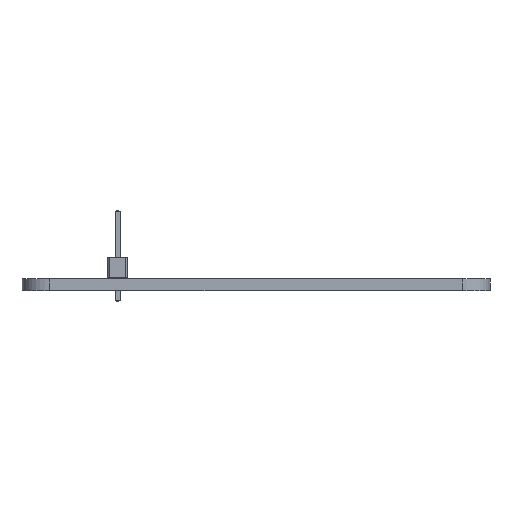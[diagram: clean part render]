
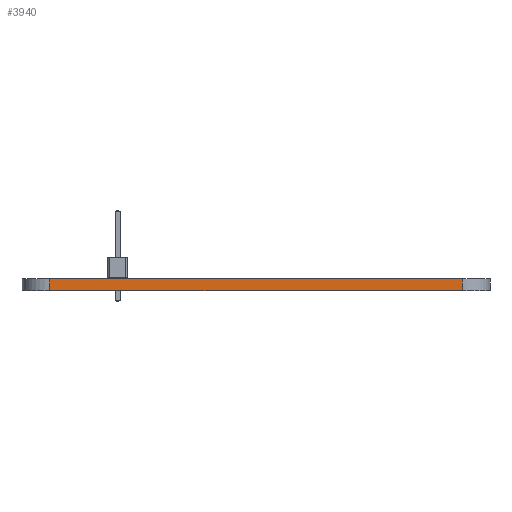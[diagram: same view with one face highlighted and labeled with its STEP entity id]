
A CAD part, left-side view. The second image highlights one B-rep face of the part: STEP entity #3940.
In plain terms, the highlighted planar face has unit normal (-1, 0, 0).
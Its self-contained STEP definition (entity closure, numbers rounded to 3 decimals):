
#1601 = VERTEX_POINT('',#1602);
#1602 = CARTESIAN_POINT('',(-12.225,-0.995,0.));
#1609 = EDGE_CURVE('',#1610,#1601,#1612,.T.);
#1610 = VERTEX_POINT('',#1611);
#1611 = CARTESIAN_POINT('',(-12.21,-52.93,0.));
#1612 = LINE('',#1613,#1614);
#1613 = CARTESIAN_POINT('',(-12.21,-52.93,0.));
#1614 = VECTOR('',#1615,1.);
#1615 = DIRECTION('',(0.,1.,0.));
#2757 = VERTEX_POINT('',#2758);
#2758 = CARTESIAN_POINT('',(-12.225,-0.995,1.51));
#2765 = EDGE_CURVE('',#2766,#2757,#2768,.T.);
#2766 = VERTEX_POINT('',#2767);
#2767 = CARTESIAN_POINT('',(-12.21,-52.93,1.51));
#2768 = LINE('',#2769,#2770);
#2769 = CARTESIAN_POINT('',(-12.21,-52.93,1.51));
#2770 = VECTOR('',#2771,1.);
#2771 = DIRECTION('',(0.,1.,0.));
#3910 = EDGE_CURVE('',#1601,#2757,#3911,.T.);
#3911 = LINE('',#3912,#3913);
#3912 = CARTESIAN_POINT('',(-12.225,-0.995,0.));
#3913 = VECTOR('',#3914,1.);
#3914 = DIRECTION('',(0.,0.,1.));
#3940 = ADVANCED_FACE('',(#3941),#3952,.T.);
#3941 = FACE_BOUND('',#3942,.T.);
#3942 = EDGE_LOOP('',(#3943,#3949,#3950,#3951));
#3943 = ORIENTED_EDGE('',*,*,#3944,.T.);
#3944 = EDGE_CURVE('',#1610,#2766,#3945,.T.);
#3945 = LINE('',#3946,#3947);
#3946 = CARTESIAN_POINT('',(-12.21,-52.93,0.));
#3947 = VECTOR('',#3948,1.);
#3948 = DIRECTION('',(0.,0.,1.));
#3949 = ORIENTED_EDGE('',*,*,#2765,.T.);
#3950 = ORIENTED_EDGE('',*,*,#3910,.F.);
#3951 = ORIENTED_EDGE('',*,*,#1609,.F.);
#3952 = PLANE('',#3953);
#3953 = AXIS2_PLACEMENT_3D('',#3954,#3955,#3956);
#3954 = CARTESIAN_POINT('',(-12.21,-52.93,0.));
#3955 = DIRECTION('',(-1.,0.,0.));
#3956 = DIRECTION('',(0.,1.,0.));
